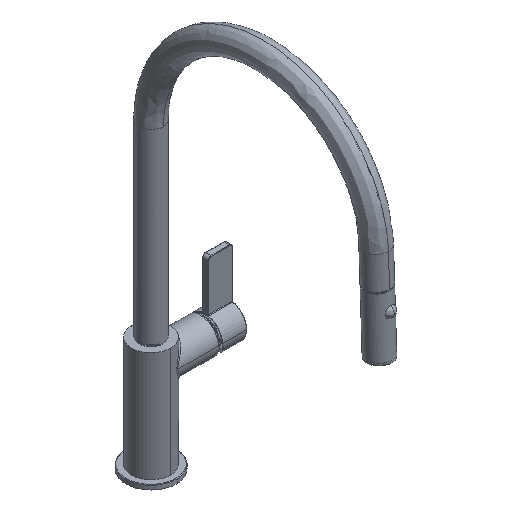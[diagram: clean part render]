
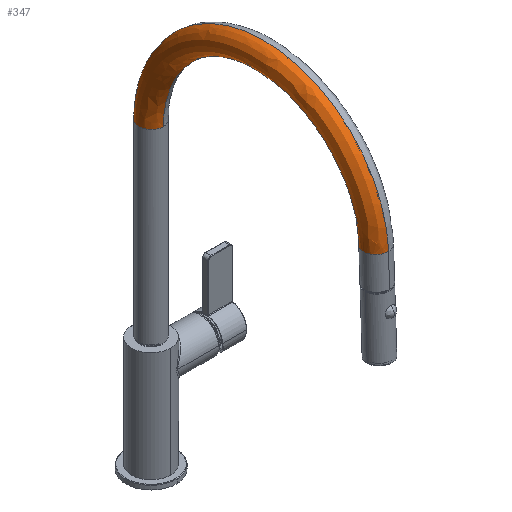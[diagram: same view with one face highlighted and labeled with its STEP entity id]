
A CAD part, isometric view. The second image highlights one B-rep face of the part: STEP entity #347.
In plain terms, the highlighted free-form (B-spline) face has degree [2, 2] with [9, 9] control points.
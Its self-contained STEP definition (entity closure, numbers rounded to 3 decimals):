
#347=ADVANCED_FACE('',(#867),#7633,.T.);
#867=FACE_OUTER_BOUND('',#1412,.T.);
#1412=EDGE_LOOP('',(#2550,#2551,#2552,#2553,#2554));
#2550=ORIENTED_EDGE('',*,*,#4486,.F.);
#2551=ORIENTED_EDGE('',*,*,#4509,.F.);
#2552=ORIENTED_EDGE('',*,*,#4483,.F.);
#2553=ORIENTED_EDGE('',*,*,#4519,.F.);
#2554=ORIENTED_EDGE('',*,*,#4505,.F.);
#4483=EDGE_CURVE('',#6667,#6668,#6129,.T.);
#4486=EDGE_CURVE('',#6669,#6670,#6132,.T.);
#4505=EDGE_CURVE('',#6670,#6686,#6139,.T.);
#4509=EDGE_CURVE('',#6668,#6669,#6141,.T.);
#4519=EDGE_CURVE('',#6686,#6667,#6147,.T.);
#6129=(
BOUNDED_CURVE()
B_SPLINE_CURVE(2,(#13411,#13412,#13413,#13414,#13415),.UNSPECIFIED.,.F.,
 .F.)
B_SPLINE_CURVE_WITH_KNOTS((3,2,3),(0.,170.868,341.735),
 .UNSPECIFIED.)
CURVE()
GEOMETRIC_REPRESENTATION_ITEM()
RATIONAL_B_SPLINE_CURVE((1.,0.713,1.,0.713,1.))
REPRESENTATION_ITEM('')
);
#6132=(
BOUNDED_CURVE()
B_SPLINE_CURVE(2,(#13424,#13425,#13426,#13427,#13428),.UNSPECIFIED.,.F.,
 .F.)
B_SPLINE_CURVE_WITH_KNOTS((3,2,3),(0.,152.228,304.455),
 .UNSPECIFIED.)
CURVE()
GEOMETRIC_REPRESENTATION_ITEM()
RATIONAL_B_SPLINE_CURVE((1.,0.713,1.,0.713,1.))
REPRESENTATION_ITEM('')
);
#6139=(
BOUNDED_CURVE()
B_SPLINE_CURVE(2,(#13529,#13530,#13531),.UNSPECIFIED.,.F.,.F.)
B_SPLINE_CURVE_WITH_KNOTS((3,3),(0.,18.85),.UNSPECIFIED.)
CURVE()
GEOMETRIC_REPRESENTATION_ITEM()
RATIONAL_B_SPLINE_CURVE((1.,0.707,1.))
REPRESENTATION_ITEM('')
);
#6141=(
BOUNDED_CURVE()
B_SPLINE_CURVE(2,(#13541,#13542,#13543,#13544,#13545),.UNSPECIFIED.,.F.,
 .F.)
B_SPLINE_CURVE_WITH_KNOTS((3,2,3),(0.,18.85,37.699),
 .UNSPECIFIED.)
CURVE()
GEOMETRIC_REPRESENTATION_ITEM()
RATIONAL_B_SPLINE_CURVE((1.,0.707,1.,0.707,1.))
REPRESENTATION_ITEM('')
);
#6147=(
BOUNDED_CURVE()
B_SPLINE_CURVE(2,(#13577,#13578,#13579),.UNSPECIFIED.,.F.,.F.)
B_SPLINE_CURVE_WITH_KNOTS((3,3),(56.549,75.398),
 .UNSPECIFIED.)
CURVE()
GEOMETRIC_REPRESENTATION_ITEM()
RATIONAL_B_SPLINE_CURVE((1.,0.707,1.))
REPRESENTATION_ITEM('')
);
#6667=VERTEX_POINT('',#13363);
#6668=VERTEX_POINT('',#13364);
#6669=VERTEX_POINT('',#13365);
#6670=VERTEX_POINT('',#13366);
#6686=VERTEX_POINT('',#13382);
#7633=(
BOUNDED_SURFACE()
B_SPLINE_SURFACE(2,2,((#13153,#13154,#13155,#13156,#13157,#13158,#13159,
#13160,#13161),(#13162,#13163,#13164,#13165,#13166,#13167,#13168,#13169,
#13170),(#13171,#13172,#13173,#13174,#13175,#13176,#13177,#13178,#13179),
(#13180,#13181,#13182,#13183,#13184,#13185,#13186,#13187,#13188),(#13189,
#13190,#13191,#13192,#13193,#13194,#13195,#13196,#13197),(#13198,#13199,
#13200,#13201,#13202,#13203,#13204,#13205,#13206),(#13207,#13208,#13209,
#13210,#13211,#13212,#13213,#13214,#13215),(#13216,#13217,#13218,#13219,
#13220,#13221,#13222,#13223,#13224),(#13225,#13226,#13227,#13228,#13229,
#13230,#13231,#13232,#13233)),.UNSPECIFIED.,.T.,.F.,.F.)
B_SPLINE_SURFACE_WITH_KNOTS((3,2,2,2,3),(3,2,2,2,3),(0.,172.788,
345.575,518.363,691.15),(0.,18.85,
37.699,56.549,75.398),.UNSPECIFIED.)
GEOMETRIC_REPRESENTATION_ITEM()
RATIONAL_B_SPLINE_SURFACE(((1.,0.707,1.,0.707,1.,
0.707,1.,0.707,1.),(0.707,0.5,0.707,
0.5,0.707,0.5,0.707,0.5,0.707),(1.,
0.707,1.,0.707,1.,0.707,1.,0.707,
1.),(0.707,0.5,0.707,0.5,0.707,0.5,
0.707,0.5,0.707),(1.,0.707,1.,0.707,
1.,0.707,1.,0.707,1.),(0.707,0.5,0.707,
0.5,0.707,0.5,0.707,0.5,0.707),(1.,
0.707,1.,0.707,1.,0.707,1.,0.707,
1.),(0.707,0.5,0.707,0.5,0.707,0.5,
0.707,0.5,0.707),(1.,0.707,1.,0.707,
1.,0.707,1.,0.707,1.)))
REPRESENTATION_ITEM('')
SURFACE()
);
#13153=CARTESIAN_POINT('',(-12.,3.,0.));
#13154=CARTESIAN_POINT('',(-12.,3.,-12.));
#13155=CARTESIAN_POINT('',(0.,3.,-12.));
#13156=CARTESIAN_POINT('',(12.,3.,-12.));
#13157=CARTESIAN_POINT('',(12.,3.,0.));
#13158=CARTESIAN_POINT('',(12.,3.,12.));
#13159=CARTESIAN_POINT('',(0.,3.,12.));
#13160=CARTESIAN_POINT('',(-12.,3.,12.));
#13161=CARTESIAN_POINT('',(-12.,3.,0.));
#13162=CARTESIAN_POINT('',(-12.,125.,0.));
#13163=CARTESIAN_POINT('',(-12.,125.,-12.));
#13164=CARTESIAN_POINT('',(0.,113.,-12.));
#13165=CARTESIAN_POINT('',(12.,101.,-12.));
#13166=CARTESIAN_POINT('',(12.,101.,0.));
#13167=CARTESIAN_POINT('',(12.,101.,12.));
#13168=CARTESIAN_POINT('',(0.,113.,12.));
#13169=CARTESIAN_POINT('',(-12.,125.,12.));
#13170=CARTESIAN_POINT('',(-12.,125.,0.));
#13171=CARTESIAN_POINT('',(110.,125.,0.));
#13172=CARTESIAN_POINT('',(110.,125.,-12.));
#13173=CARTESIAN_POINT('',(110.,113.,-12.));
#13174=CARTESIAN_POINT('',(110.,101.,-12.));
#13175=CARTESIAN_POINT('',(110.,101.,0.));
#13176=CARTESIAN_POINT('',(110.,101.,12.));
#13177=CARTESIAN_POINT('',(110.,113.,12.));
#13178=CARTESIAN_POINT('',(110.,125.,12.));
#13179=CARTESIAN_POINT('',(110.,125.,0.));
#13180=CARTESIAN_POINT('',(232.,125.,0.));
#13181=CARTESIAN_POINT('',(232.,125.,-12.));
#13182=CARTESIAN_POINT('',(220.,113.,-12.));
#13183=CARTESIAN_POINT('',(208.,101.,-12.));
#13184=CARTESIAN_POINT('',(208.,101.,0.));
#13185=CARTESIAN_POINT('',(208.,101.,12.));
#13186=CARTESIAN_POINT('',(220.,113.,12.));
#13187=CARTESIAN_POINT('',(232.,125.,12.));
#13188=CARTESIAN_POINT('',(232.,125.,0.));
#13189=CARTESIAN_POINT('',(232.,3.,0.));
#13190=CARTESIAN_POINT('',(232.,3.,-12.));
#13191=CARTESIAN_POINT('',(220.,3.,-12.));
#13192=CARTESIAN_POINT('',(208.,3.,-12.));
#13193=CARTESIAN_POINT('',(208.,3.,0.));
#13194=CARTESIAN_POINT('',(208.,3.,12.));
#13195=CARTESIAN_POINT('',(220.,3.,12.));
#13196=CARTESIAN_POINT('',(232.,3.,12.));
#13197=CARTESIAN_POINT('',(232.,3.,0.));
#13198=CARTESIAN_POINT('',(232.,-119.,0.));
#13199=CARTESIAN_POINT('',(232.,-119.,-12.));
#13200=CARTESIAN_POINT('',(220.,-107.,-12.));
#13201=CARTESIAN_POINT('',(208.,-95.,-12.));
#13202=CARTESIAN_POINT('',(208.,-95.,0.));
#13203=CARTESIAN_POINT('',(208.,-95.,12.));
#13204=CARTESIAN_POINT('',(220.,-107.,12.));
#13205=CARTESIAN_POINT('',(232.,-119.,12.));
#13206=CARTESIAN_POINT('',(232.,-119.,0.));
#13207=CARTESIAN_POINT('',(110.,-119.,0.));
#13208=CARTESIAN_POINT('',(110.,-119.,-12.));
#13209=CARTESIAN_POINT('',(110.,-107.,-12.));
#13210=CARTESIAN_POINT('',(110.,-95.,-12.));
#13211=CARTESIAN_POINT('',(110.,-95.,0.));
#13212=CARTESIAN_POINT('',(110.,-95.,12.));
#13213=CARTESIAN_POINT('',(110.,-107.,12.));
#13214=CARTESIAN_POINT('',(110.,-119.,12.));
#13215=CARTESIAN_POINT('',(110.,-119.,0.));
#13216=CARTESIAN_POINT('',(-12.,-119.,0.));
#13217=CARTESIAN_POINT('',(-12.,-119.,-12.));
#13218=CARTESIAN_POINT('',(0.,-107.,-12.));
#13219=CARTESIAN_POINT('',(12.,-95.,-12.));
#13220=CARTESIAN_POINT('',(12.,-95.,0.));
#13221=CARTESIAN_POINT('',(12.,-95.,12.));
#13222=CARTESIAN_POINT('',(0.,-107.,12.));
#13223=CARTESIAN_POINT('',(-12.,-119.,12.));
#13224=CARTESIAN_POINT('',(-12.,-119.,0.));
#13225=CARTESIAN_POINT('',(-12.,3.,0.));
#13226=CARTESIAN_POINT('',(-12.,3.,-12.));
#13227=CARTESIAN_POINT('',(0.,3.,-12.));
#13228=CARTESIAN_POINT('',(12.,3.,-12.));
#13229=CARTESIAN_POINT('',(12.,3.,0.));
#13230=CARTESIAN_POINT('',(12.,3.,12.));
#13231=CARTESIAN_POINT('',(0.,3.,12.));
#13232=CARTESIAN_POINT('',(-12.,3.,12.));
#13233=CARTESIAN_POINT('',(-12.,3.,0.));
#13363=CARTESIAN_POINT('',(-12.,3.,0.));
#13364=CARTESIAN_POINT('',(231.926,7.258,0.));
#13365=CARTESIAN_POINT('',(207.94,6.42,0.));
#13366=CARTESIAN_POINT('',(12.,3.,0.));
#13382=CARTESIAN_POINT('',(0.,3.,12.));
#13411=CARTESIAN_POINT('',(-12.,3.,0.));
#13412=CARTESIAN_POINT('',(-12.,122.889,0.));
#13413=CARTESIAN_POINT('',(107.871,124.981,0.));
#13414=CARTESIAN_POINT('',(227.742,127.074,0.));
#13415=CARTESIAN_POINT('',(231.926,7.258,0.));
#13424=CARTESIAN_POINT('',(207.94,6.42,0.));
#13425=CARTESIAN_POINT('',(204.579,102.666,0.));
#13426=CARTESIAN_POINT('',(108.29,100.985,0.));
#13427=CARTESIAN_POINT('',(12.,99.304,0.));
#13428=CARTESIAN_POINT('',(12.,3.,0.));
#13529=CARTESIAN_POINT('',(12.,3.,0.));
#13530=CARTESIAN_POINT('',(12.,3.,12.));
#13531=CARTESIAN_POINT('',(0.,3.,12.));
#13541=CARTESIAN_POINT('',(231.926,7.258,0.));
#13542=CARTESIAN_POINT('',(231.926,7.258,12.));
#13543=CARTESIAN_POINT('',(219.933,6.839,12.));
#13544=CARTESIAN_POINT('',(207.94,6.42,12.));
#13545=CARTESIAN_POINT('',(207.94,6.42,0.));
#13577=CARTESIAN_POINT('',(0.,3.,12.));
#13578=CARTESIAN_POINT('',(-12.,3.,12.));
#13579=CARTESIAN_POINT('',(-12.,3.,0.));
